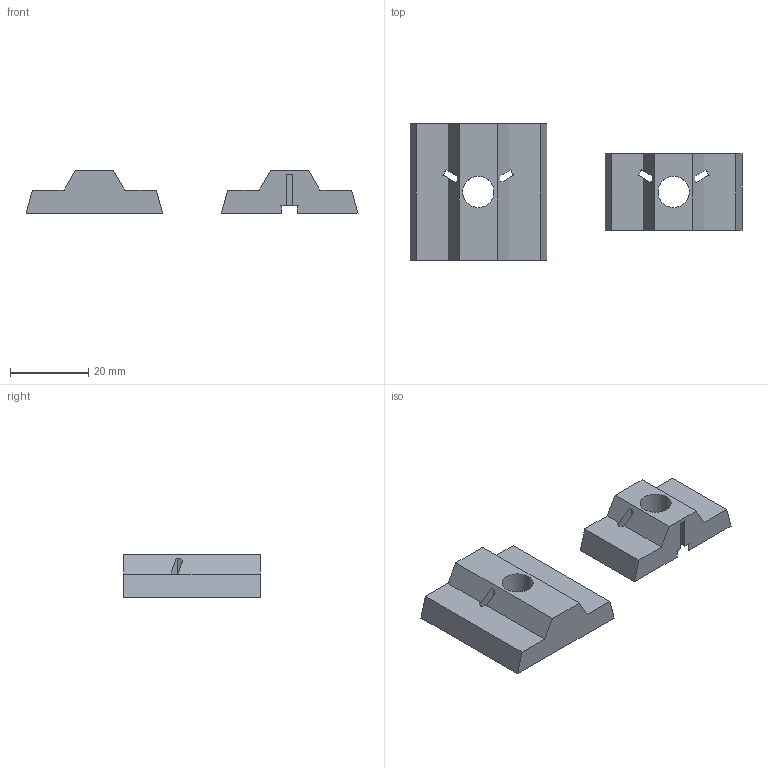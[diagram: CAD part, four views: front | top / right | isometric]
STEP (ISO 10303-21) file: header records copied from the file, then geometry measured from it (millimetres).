
FILE_DESCRIPTION( ( '' ), ' ' );
FILE_NAME( '5518eb74e4b00bf556918a07.step', '2015-03-30T06:21:41', ( '' ), ( '' ), ' ', ' ', ' ' );
FILE_SCHEMA( ( 'AUTOMOTIVE_DESIGN { 1 0 10303 214 1 1 1 1 }' ) );
Length unit declared in the file: metre
Products named in the file (2): Short; Square
Bounding box: 85 x 35 x 11 mm (x, y, z)
Volume: 11877.8 mm3; surface area: 6440.3 mm2
Topology: 2 solids, 2 shells, 69 faces, 199 edges, 127 vertices
Faces by surface type: plane 62, cylinder 5, cone 2
Full cylindrical faces by diameter (mm): 8 x2, 20 x1
Entity records: 2238 total; most frequent: CARTESIAN_POINT 390, ORIENTED_EDGE 386, DIRECTION 361, EDGE_CURVE 193, LINE 167, VECTOR 167, VERTEX_POINT 126, AXIS2_PLACEMENT_3D 97
